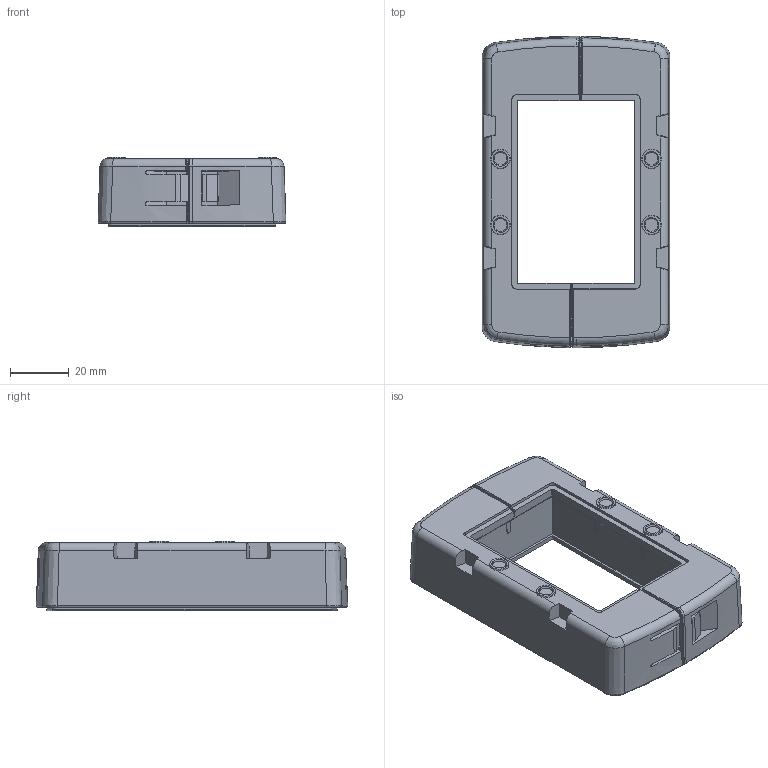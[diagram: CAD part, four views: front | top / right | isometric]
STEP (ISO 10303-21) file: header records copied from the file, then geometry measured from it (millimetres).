
FILE_DESCRIPTION(('CATIA V5 STEP Exchange','CAx-IF Rec.Pracs.--- Model Styling and Organization---1.4--- 2014-01-23'),'2;1');
FILE_NAME ('1469349-7_3_2891500000_2891500000.stp','2023-08-15T07:48:06+00:00',('none'),('Weidmueller'),'CATIA Version 5-6 Release 2016 SP3 HF44','CATIA V5 STEP AP214','none');
FILE_SCHEMA(('AUTOMOTIVE_DESIGN { 1 0 10303 214 1 1 1 1 }'));
Products named in the file (1): 2891500000_CABTITE_FRFT_10/6_SET
Bounding box: 63.96 x 105.95 x 23.7 mm (x, y, z)
Volume: 69182.1 mm3; surface area: 41667 mm2
Topology: 3 solids, 9 shells, 1378 faces, 3872 edges, 2560 vertices
Faces by surface type: plane 873, bspline 172, cylinder 122, extrusion 77, cone 70, torus 60, sphere 4
Entity records: 50115 total; most frequent: CARTESIAN_POINT 15921, ORIENTED_EDGE 7736, DIRECTION 5225, EDGE_CURVE 3868, VECTOR 2673, LINE 2596, VERTEX_POINT 2560, EDGE_LOOP 1444
